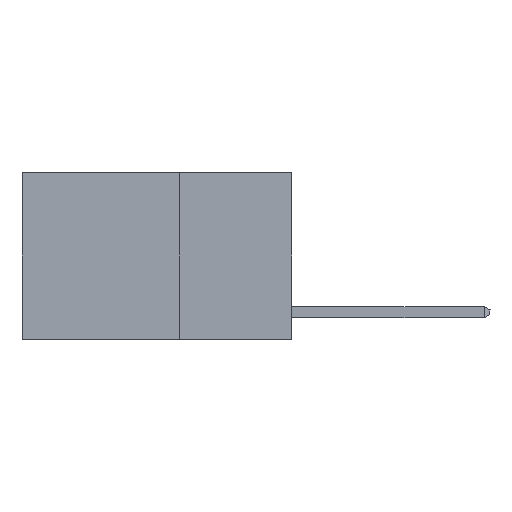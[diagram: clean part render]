
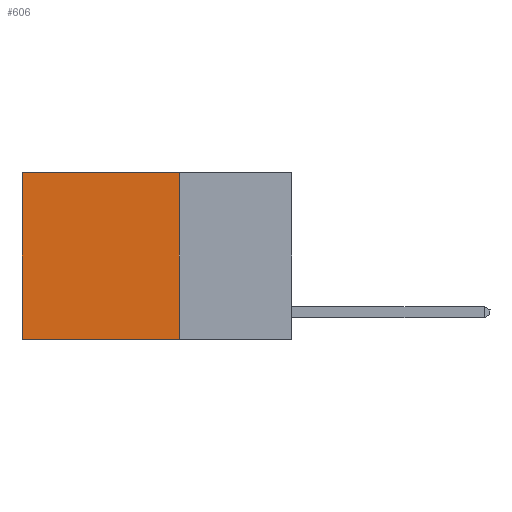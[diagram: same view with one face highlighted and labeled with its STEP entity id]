
A CAD part, left-side view. The second image highlights one B-rep face of the part: STEP entity #606.
In plain terms, the highlighted planar face has unit normal (-1, 0, 0).
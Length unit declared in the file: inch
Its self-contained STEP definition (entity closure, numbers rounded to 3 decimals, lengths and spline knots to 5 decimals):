
#74 = ORIENTED_EDGE ( 'NONE', *, *, #3358, .F. ) ;
#299 = LINE ( 'NONE', #4645, #6895 ) ;
#606 = ADVANCED_FACE ( 'NONE', ( #10965 ), #16604, .F. ) ;
#1610 = LINE ( 'NONE', #4382, #10734 ) ;
#2181 = DIRECTION ( 'NONE',  ( 0., 0., -1. ) ) ;
#2766 = CARTESIAN_POINT ( 'NONE',  ( 0.2625, 0.25, 0. ) ) ;
#3040 = DIRECTION ( 'NONE',  ( 0., 1., 0. ) ) ;
#3358 = EDGE_CURVE ( 'NONE', #6920, #13007, #299, .T. ) ;
#3392 = LINE ( 'NONE', #3485, #7634 ) ;
#3485 = CARTESIAN_POINT ( 'NONE',  ( 0.2625, 0.6, 0. ) ) ;
#4297 = VERTEX_POINT ( 'NONE', #7723 ) ;
#4382 = CARTESIAN_POINT ( 'NONE',  ( 0.2625, 0.25, 0. ) ) ;
#4645 = CARTESIAN_POINT ( 'NONE',  ( 0.2625, 0.25, -0.37 ) ) ;
#5815 = CARTESIAN_POINT ( 'NONE',  ( 0.2625, 0.25, 0. ) ) ;
#5949 = EDGE_CURVE ( 'NONE', #11934, #6920, #1610, .T. ) ;
#6895 = VECTOR ( 'NONE', #8781, 39.37008 ) ;
#6920 = VERTEX_POINT ( 'NONE', #15568 ) ;
#7446 = VECTOR ( 'NONE', #3040, 39.37008 ) ;
#7634 = VECTOR ( 'NONE', #2181, 39.37008 ) ;
#7723 = CARTESIAN_POINT ( 'NONE',  ( 0.2625, 0.6, 0. ) ) ;
#8208 = CARTESIAN_POINT ( 'NONE',  ( 0.2625, 0.6, -0.37 ) ) ;
#8273 = EDGE_CURVE ( 'NONE', #11934, #4297, #14406, .T. ) ;
#8406 = DIRECTION ( 'NONE',  ( 1., 0., 0. ) ) ;
#8781 = DIRECTION ( 'NONE',  ( 0., 1., 0. ) ) ;
#8981 = EDGE_LOOP ( 'NONE', ( #15416, #74, #14962, #13870 ) ) ;
#10734 = VECTOR ( 'NONE', #17114, 39.37008 ) ;
#10965 = FACE_OUTER_BOUND ( 'NONE', #8981, .T. ) ;
#11934 = VERTEX_POINT ( 'NONE', #17784 ) ;
#11941 = EDGE_CURVE ( 'NONE', #4297, #13007, #3392, .T. ) ;
#13007 = VERTEX_POINT ( 'NONE', #8208 ) ;
#13670 = DIRECTION ( 'NONE',  ( 0., 0., -1. ) ) ;
#13870 = ORIENTED_EDGE ( 'NONE', *, *, #8273, .T. ) ;
#14406 = LINE ( 'NONE', #5815, #7446 ) ;
#14962 = ORIENTED_EDGE ( 'NONE', *, *, #5949, .F. ) ;
#15416 = ORIENTED_EDGE ( 'NONE', *, *, #11941, .T. ) ;
#15568 = CARTESIAN_POINT ( 'NONE',  ( 0.2625, 0.25, -0.37 ) ) ;
#16415 = AXIS2_PLACEMENT_3D ( 'NONE', #2766, #8406, #13670 ) ;
#16604 = PLANE ( 'NONE',  #16415 ) ;
#17114 = DIRECTION ( 'NONE',  ( 0., 0., -1. ) ) ;
#17784 = CARTESIAN_POINT ( 'NONE',  ( 0.2625, 0.25, 0. ) ) ;
